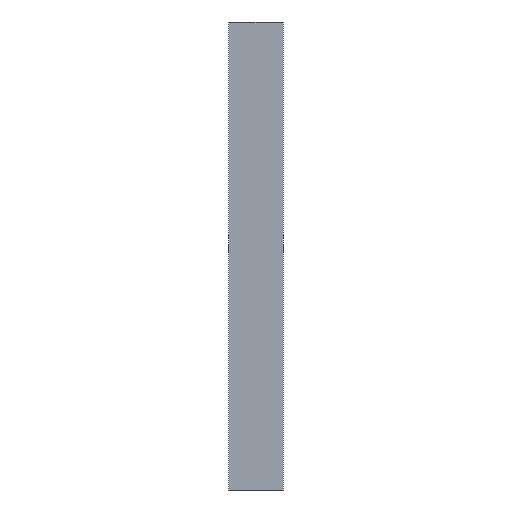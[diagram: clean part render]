
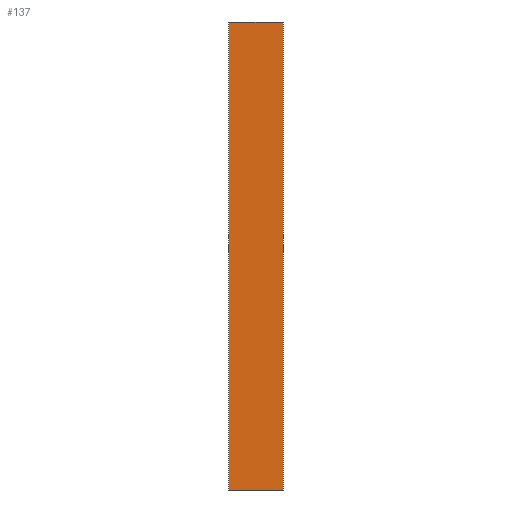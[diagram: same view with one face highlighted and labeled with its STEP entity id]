
A CAD part, front view. The second image highlights one B-rep face of the part: STEP entity #137.
In plain terms, the highlighted planar face has unit normal (0, -1, 0).
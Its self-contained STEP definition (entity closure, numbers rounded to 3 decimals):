
#1 = CARTESIAN_POINT ( 'NONE',  ( 0., 0., 190. ) ) ;
#3 = VERTEX_POINT ( 'NONE', #175 ) ;
#5 = CARTESIAN_POINT ( 'NONE',  ( 0., 0., 190. ) ) ;
#13 = EDGE_LOOP ( 'NONE', ( #170, #102, #187, #43 ) ) ;
#24 = LINE ( 'NONE', #36, #94 ) ;
#27 = VERTEX_POINT ( 'NONE', #59 ) ;
#36 = CARTESIAN_POINT ( 'NONE',  ( 22., 0., 190. ) ) ;
#37 = DIRECTION ( 'NONE',  ( 1., 0., 0. ) ) ;
#43 = ORIENTED_EDGE ( 'NONE', *, *, #143, .T. ) ;
#45 = EDGE_CURVE ( 'NONE', #3, #27, #174, .T. ) ;
#47 = PLANE ( 'NONE',  #121 ) ;
#50 = LINE ( 'NONE', #128, #131 ) ;
#59 = CARTESIAN_POINT ( 'NONE',  ( 22., 0., 190. ) ) ;
#63 = DIRECTION ( 'NONE',  ( 0., 0., -1. ) ) ;
#66 = VERTEX_POINT ( 'NONE', #74 ) ;
#74 = CARTESIAN_POINT ( 'NONE',  ( 0., 0., 0. ) ) ;
#77 = VECTOR ( 'NONE', #85, 1000. ) ;
#85 = DIRECTION ( 'NONE',  ( 1., 0., 0. ) ) ;
#94 = VECTOR ( 'NONE', #63, 1000. ) ;
#102 = ORIENTED_EDGE ( 'NONE', *, *, #184, .F. ) ;
#105 = FACE_OUTER_BOUND ( 'NONE', #13, .T. ) ;
#110 = DIRECTION ( 'NONE',  ( 0., 0., 1. ) ) ;
#121 = AXIS2_PLACEMENT_3D ( 'NONE', #5, #180, #110 ) ;
#128 = CARTESIAN_POINT ( 'NONE',  ( 0., 0., 0. ) ) ;
#131 = VECTOR ( 'NONE', #37, 1000. ) ;
#137 = ADVANCED_FACE ( 'NONE', ( #105 ), #47, .F. ) ;
#143 = EDGE_CURVE ( 'NONE', #3, #66, #183, .T. ) ;
#148 = DIRECTION ( 'NONE',  ( 0., 0., -1. ) ) ;
#160 = EDGE_CURVE ( 'NONE', #66, #166, #50, .T. ) ;
#165 = CARTESIAN_POINT ( 'NONE',  ( 22., 0., 0. ) ) ;
#166 = VERTEX_POINT ( 'NONE', #165 ) ;
#168 = VECTOR ( 'NONE', #148, 1000. ) ;
#170 = ORIENTED_EDGE ( 'NONE', *, *, #160, .T. ) ;
#174 = LINE ( 'NONE', #1, #77 ) ;
#175 = CARTESIAN_POINT ( 'NONE',  ( 0., 0., 190. ) ) ;
#179 = CARTESIAN_POINT ( 'NONE',  ( 0., 0., 190. ) ) ;
#180 = DIRECTION ( 'NONE',  ( 0., 1., 0. ) ) ;
#183 = LINE ( 'NONE', #179, #168 ) ;
#184 = EDGE_CURVE ( 'NONE', #27, #166, #24, .T. ) ;
#187 = ORIENTED_EDGE ( 'NONE', *, *, #45, .F. ) ;
